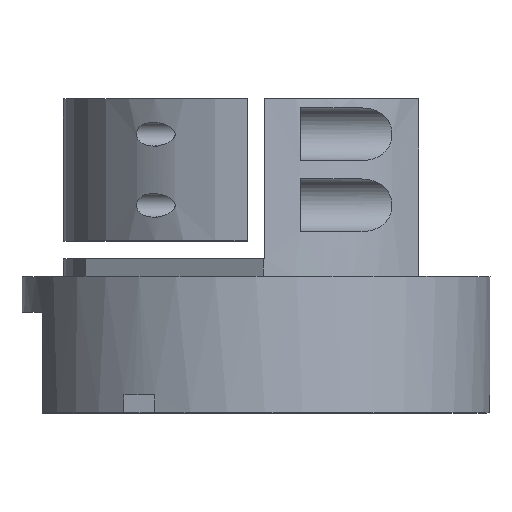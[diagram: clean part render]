
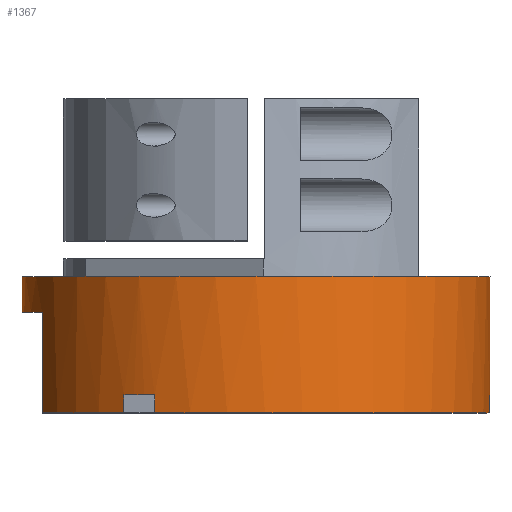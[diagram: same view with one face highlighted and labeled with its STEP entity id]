
A CAD part, top view. The second image highlights one B-rep face of the part: STEP entity #1367.
In plain terms, the highlighted cylindrical face has radius 39.5 mm (diameter 79 mm), a full revolution.
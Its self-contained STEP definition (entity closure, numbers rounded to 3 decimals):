
#126=FACE_OUTER_BOUND('',#209,.T.);
#209=EDGE_LOOP('',(#1071,#1072,#1073,#1074,#1075,#1076,#1077,#1078,#1079,
#1080,#1081,#1082,#1083,#1084,#1085,#1086,#1087,#1088,#1089,#1090));
#300=CIRCLE('',#1488,39.5);
#301=CIRCLE('',#1489,39.5);
#310=CIRCLE('',#1500,39.5);
#311=CIRCLE('',#1502,39.5);
#312=CIRCLE('',#1504,39.5);
#313=CIRCLE('',#1505,39.5);
#314=CIRCLE('',#1506,39.5);
#315=CIRCLE('',#1507,39.5);
#316=CIRCLE('',#1508,39.5);
#317=CIRCLE('',#1509,39.5);
#392=LINE('',#2445,#494);
#396=LINE('',#2453,#498);
#406=LINE('',#2499,#508);
#407=LINE('',#2501,#509);
#408=LINE('',#2505,#510);
#409=LINE('',#2509,#511);
#410=LINE('',#2513,#512);
#411=LINE('',#2517,#513);
#412=LINE('',#2520,#514);
#494=VECTOR('',#1734,10.);
#498=VECTOR('',#1740,10.);
#508=VECTOR('',#1788,39.5);
#509=VECTOR('',#1789,10.);
#510=VECTOR('',#1792,10.);
#511=VECTOR('',#1795,10.);
#512=VECTOR('',#1798,10.);
#513=VECTOR('',#1801,10.);
#514=VECTOR('',#1804,10.);
#626=VERTEX_POINT('',#2442);
#627=VERTEX_POINT('',#2444);
#629=VERTEX_POINT('',#2450);
#630=VERTEX_POINT('',#2452);
#631=VERTEX_POINT('',#2457);
#645=VERTEX_POINT('',#2489);
#646=VERTEX_POINT('',#2493);
#647=VERTEX_POINT('',#2497);
#648=VERTEX_POINT('',#2500);
#649=VERTEX_POINT('',#2502);
#650=VERTEX_POINT('',#2504);
#651=VERTEX_POINT('',#2506);
#652=VERTEX_POINT('',#2508);
#653=VERTEX_POINT('',#2510);
#654=VERTEX_POINT('',#2512);
#655=VERTEX_POINT('',#2514);
#656=VERTEX_POINT('',#2516);
#657=VERTEX_POINT('',#2518);
#783=EDGE_CURVE('',#627,#626,#392,.T.);
#787=EDGE_CURVE('',#630,#629,#396,.T.);
#790=EDGE_CURVE('',#631,#630,#300,.T.);
#791=EDGE_CURVE('',#626,#631,#301,.T.);
#807=EDGE_CURVE('',#645,#629,#310,.T.);
#808=EDGE_CURVE('',#627,#646,#311,.T.);
#810=EDGE_CURVE('',#647,#647,#312,.T.);
#811=EDGE_CURVE('',#647,#631,#406,.T.);
#812=EDGE_CURVE('',#645,#648,#407,.T.);
#813=EDGE_CURVE('',#648,#649,#313,.T.);
#814=EDGE_CURVE('',#649,#650,#408,.T.);
#815=EDGE_CURVE('',#651,#650,#314,.T.);
#816=EDGE_CURVE('',#651,#652,#409,.T.);
#817=EDGE_CURVE('',#652,#653,#315,.T.);
#818=EDGE_CURVE('',#653,#654,#410,.T.);
#819=EDGE_CURVE('',#655,#654,#316,.T.);
#820=EDGE_CURVE('',#655,#656,#411,.T.);
#821=EDGE_CURVE('',#656,#657,#317,.T.);
#822=EDGE_CURVE('',#657,#646,#412,.T.);
#1071=ORIENTED_EDGE('',*,*,#810,.F.);
#1072=ORIENTED_EDGE('',*,*,#811,.T.);
#1073=ORIENTED_EDGE('',*,*,#790,.T.);
#1074=ORIENTED_EDGE('',*,*,#787,.T.);
#1075=ORIENTED_EDGE('',*,*,#807,.F.);
#1076=ORIENTED_EDGE('',*,*,#812,.T.);
#1077=ORIENTED_EDGE('',*,*,#813,.T.);
#1078=ORIENTED_EDGE('',*,*,#814,.T.);
#1079=ORIENTED_EDGE('',*,*,#815,.F.);
#1080=ORIENTED_EDGE('',*,*,#816,.T.);
#1081=ORIENTED_EDGE('',*,*,#817,.T.);
#1082=ORIENTED_EDGE('',*,*,#818,.T.);
#1083=ORIENTED_EDGE('',*,*,#819,.F.);
#1084=ORIENTED_EDGE('',*,*,#820,.T.);
#1085=ORIENTED_EDGE('',*,*,#821,.T.);
#1086=ORIENTED_EDGE('',*,*,#822,.T.);
#1087=ORIENTED_EDGE('',*,*,#808,.F.);
#1088=ORIENTED_EDGE('',*,*,#783,.T.);
#1089=ORIENTED_EDGE('',*,*,#791,.T.);
#1090=ORIENTED_EDGE('',*,*,#811,.F.);
#1328=CYLINDRICAL_SURFACE('',#1503,39.5);
#1367=ADVANCED_FACE('',(#126),#1328,.T.);
#1488=AXIS2_PLACEMENT_3D('',#2458,#1746,#1747);
#1489=AXIS2_PLACEMENT_3D('',#2459,#1748,#1749);
#1500=AXIS2_PLACEMENT_3D('',#2491,#1777,#1778);
#1502=AXIS2_PLACEMENT_3D('',#2494,#1781,#1782);
#1503=AXIS2_PLACEMENT_3D('',#2496,#1784,#1785);
#1504=AXIS2_PLACEMENT_3D('',#2498,#1786,#1787);
#1505=AXIS2_PLACEMENT_3D('',#2503,#1790,#1791);
#1506=AXIS2_PLACEMENT_3D('',#2507,#1793,#1794);
#1507=AXIS2_PLACEMENT_3D('',#2511,#1796,#1797);
#1508=AXIS2_PLACEMENT_3D('',#2515,#1799,#1800);
#1509=AXIS2_PLACEMENT_3D('',#2519,#1802,#1803);
#1734=DIRECTION('',(0.,1.,0.));
#1740=DIRECTION('',(0.,-1.,0.));
#1746=DIRECTION('center_axis',(0.,1.,0.));
#1747=DIRECTION('ref_axis',(1.,0.,0.));
#1748=DIRECTION('center_axis',(0.,1.,0.));
#1749=DIRECTION('ref_axis',(1.,0.,0.));
#1777=DIRECTION('center_axis',(0.,-1.,0.));
#1778=DIRECTION('ref_axis',(1.,0.,0.));
#1781=DIRECTION('center_axis',(0.,-1.,0.));
#1782=DIRECTION('ref_axis',(1.,0.,0.));
#1784=DIRECTION('center_axis',(0.,1.,0.));
#1785=DIRECTION('ref_axis',(1.,0.,0.));
#1786=DIRECTION('center_axis',(0.,1.,0.));
#1787=DIRECTION('ref_axis',(1.,0.,0.));
#1788=DIRECTION('',(0.,-1.,0.));
#1789=DIRECTION('',(0.,1.,0.));
#1790=DIRECTION('center_axis',(0.,1.,0.));
#1791=DIRECTION('ref_axis',(1.,0.,0.));
#1792=DIRECTION('',(0.,-1.,0.));
#1793=DIRECTION('center_axis',(0.,-1.,0.));
#1794=DIRECTION('ref_axis',(1.,0.,0.));
#1795=DIRECTION('',(0.,1.,0.));
#1796=DIRECTION('center_axis',(0.,1.,0.));
#1797=DIRECTION('ref_axis',(1.,0.,0.));
#1798=DIRECTION('',(0.,-1.,0.));
#1799=DIRECTION('center_axis',(0.,-1.,0.));
#1800=DIRECTION('ref_axis',(1.,0.,0.));
#1801=DIRECTION('',(0.,1.,0.));
#1802=DIRECTION('center_axis',(0.,1.,0.));
#1803=DIRECTION('ref_axis',(1.,0.,0.));
#1804=DIRECTION('',(0.,-1.,0.));
#2442=CARTESIAN_POINT('',(-36.114,17.,-16.));
#2444=CARTESIAN_POINT('',(-36.114,0.,-16.));
#2445=CARTESIAN_POINT('',(-36.114,0.,-16.));
#2450=CARTESIAN_POINT('',(-36.114,0.,16.));
#2452=CARTESIAN_POINT('',(-36.114,17.,16.));
#2453=CARTESIAN_POINT('',(-36.114,0.,16.));
#2457=CARTESIAN_POINT('',(-39.5,17.,0.));
#2458=CARTESIAN_POINT('Origin',(0.,17.,0.));
#2459=CARTESIAN_POINT('Origin',(0.,17.,0.));
#2489=CARTESIAN_POINT('',(-22.291,0.,32.609));
#2491=CARTESIAN_POINT('Origin',(0.,0.,0.));
#2493=CARTESIAN_POINT('',(-22.291,0.,-32.609));
#2494=CARTESIAN_POINT('Origin',(0.,0.,0.));
#2496=CARTESIAN_POINT('Origin',(0.,0.,0.));
#2497=CARTESIAN_POINT('',(-39.5,23.,0.));
#2498=CARTESIAN_POINT('Origin',(0.,23.,0.));
#2499=CARTESIAN_POINT('',(-39.5,0.,0.));
#2500=CARTESIAN_POINT('',(-22.291,3.,32.609));
#2501=CARTESIAN_POINT('',(-22.291,0.,32.609));
#2502=CARTESIAN_POINT('',(-17.095,3.,35.609));
#2503=CARTESIAN_POINT('Origin',(0.,3.,0.));
#2504=CARTESIAN_POINT('',(-17.095,0.,35.609));
#2505=CARTESIAN_POINT('',(-17.095,0.,35.609));
#2506=CARTESIAN_POINT('',(39.386,0.,3.));
#2507=CARTESIAN_POINT('Origin',(0.,0.,0.));
#2508=CARTESIAN_POINT('',(39.386,3.,3.));
#2509=CARTESIAN_POINT('',(39.386,0.,3.));
#2510=CARTESIAN_POINT('',(39.386,3.,-3.));
#2511=CARTESIAN_POINT('Origin',(0.,3.,0.));
#2512=CARTESIAN_POINT('',(39.386,0.,-3.));
#2513=CARTESIAN_POINT('',(39.386,0.,-3.));
#2514=CARTESIAN_POINT('',(-17.095,0.,-35.609));
#2515=CARTESIAN_POINT('Origin',(0.,0.,0.));
#2516=CARTESIAN_POINT('',(-17.095,3.,-35.609));
#2517=CARTESIAN_POINT('',(-17.095,0.,-35.609));
#2518=CARTESIAN_POINT('',(-22.291,3.,-32.609));
#2519=CARTESIAN_POINT('Origin',(0.,3.,0.));
#2520=CARTESIAN_POINT('',(-22.291,0.,-32.609));
